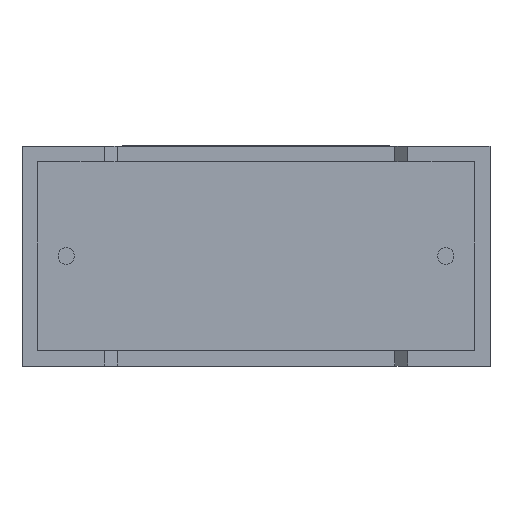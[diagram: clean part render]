
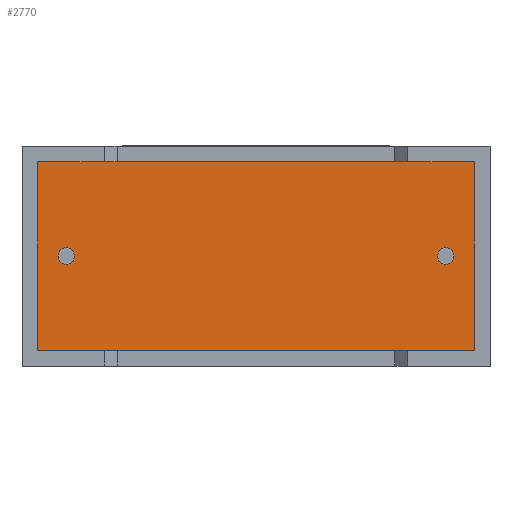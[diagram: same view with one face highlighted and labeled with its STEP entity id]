
A CAD part, front view. The second image highlights one B-rep face of the part: STEP entity #2770.
In plain terms, the highlighted planar face has unit normal (0, -1, 0).
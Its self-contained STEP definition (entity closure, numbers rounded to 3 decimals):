
#11 = LINE ( 'NONE', #2594, #327 ) ;
#14 = VERTEX_POINT ( 'NONE', #2345 ) ;
#24 = DIRECTION ( 'NONE',  ( 0., 0., -1. ) ) ;
#70 = VECTOR ( 'NONE', #182, 1000. ) ;
#182 = DIRECTION ( 'NONE',  ( 0., 0., 1. ) ) ;
#205 = DIRECTION ( 'NONE',  ( 0., -1., 0. ) ) ;
#222 = PLANE ( 'NONE',  #2036 ) ;
#268 = LINE ( 'NONE', #2804, #418 ) ;
#307 = AXIS2_PLACEMENT_3D ( 'NONE', #1548, #823, #586 ) ;
#327 = VECTOR ( 'NONE', #3052, 1000. ) ;
#363 = CARTESIAN_POINT ( 'NONE',  ( 0.617, 0.75, 0.617 ) ) ;
#371 = ORIENTED_EDGE ( 'NONE', *, *, #2954, .T. ) ;
#384 = ORIENTED_EDGE ( 'NONE', *, *, #2355, .F. ) ;
#418 = VECTOR ( 'NONE', #3047, 1000. ) ;
#531 = CARTESIAN_POINT ( 'NONE',  ( 1.75, 0.75, 4.025 ) ) ;
#542 = EDGE_CURVE ( 'NONE', #973, #671, #826, .T. ) ;
#586 = DIRECTION ( 'NONE',  ( 0., 0., -1. ) ) ;
#609 = DIRECTION ( 'NONE',  ( 0., -1., 0. ) ) ;
#671 = VERTEX_POINT ( 'NONE', #2232 ) ;
#819 = ORIENTED_EDGE ( 'NONE', *, *, #2199, .F. ) ;
#823 = DIRECTION ( 'NONE',  ( 0., -1., 0. ) ) ;
#826 = CIRCLE ( 'NONE', #1265, 0.325 ) ;
#950 = CIRCLE ( 'NONE', #1884, 0.325 ) ;
#973 = VERTEX_POINT ( 'NONE', #2871 ) ;
#981 = DIRECTION ( 'NONE',  ( 0., -1., 0. ) ) ;
#983 = ORIENTED_EDGE ( 'NONE', *, *, #1806, .T. ) ;
#987 = VERTEX_POINT ( 'NONE', #1469 ) ;
#1003 = EDGE_CURVE ( 'NONE', #1630, #2154, #1226, .T. ) ;
#1090 = EDGE_CURVE ( 'NONE', #3059, #987, #3029, .T. ) ;
#1226 = CIRCLE ( 'NONE', #307, 0.325 ) ;
#1265 = AXIS2_PLACEMENT_3D ( 'NONE', #2142, #981, #24 ) ;
#1469 = CARTESIAN_POINT ( 'NONE',  ( 0.617, 0.75, 8.083 ) ) ;
#1512 = DIRECTION ( 'NONE',  ( 0., 0., -1. ) ) ;
#1539 = DIRECTION ( 'NONE',  ( 0., 0., -1. ) ) ;
#1548 = CARTESIAN_POINT ( 'NONE',  ( 1.75, 0.75, 4.35 ) ) ;
#1596 = LINE ( 'NONE', #2589, #70 ) ;
#1630 = VERTEX_POINT ( 'NONE', #2706 ) ;
#1635 = EDGE_LOOP ( 'NONE', ( #2562, #384 ) ) ;
#1698 = AXIS2_PLACEMENT_3D ( 'NONE', #1778, #609, #1539 ) ;
#1778 = CARTESIAN_POINT ( 'NONE',  ( 16.75, 0.75, 4.35 ) ) ;
#1806 = EDGE_CURVE ( 'NONE', #14, #3059, #1596, .T. ) ;
#1855 = DIRECTION ( 'NONE',  ( 0., 0., -1. ) ) ;
#1884 = AXIS2_PLACEMENT_3D ( 'NONE', #2696, #2245, #1512 ) ;
#1885 = FACE_BOUND ( 'NONE', #1635, .T. ) ;
#1991 = CIRCLE ( 'NONE', #1698, 0.325 ) ;
#2036 = AXIS2_PLACEMENT_3D ( 'NONE', #2777, #205, #1855 ) ;
#2051 = VERTEX_POINT ( 'NONE', #363 ) ;
#2084 = FACE_OUTER_BOUND ( 'NONE', #2298, .T. ) ;
#2089 = EDGE_LOOP ( 'NONE', ( #819, #2139 ) ) ;
#2139 = ORIENTED_EDGE ( 'NONE', *, *, #542, .F. ) ;
#2142 = CARTESIAN_POINT ( 'NONE',  ( 16.75, 0.75, 4.35 ) ) ;
#2154 = VERTEX_POINT ( 'NONE', #531 ) ;
#2199 = EDGE_CURVE ( 'NONE', #671, #973, #1991, .T. ) ;
#2216 = EDGE_CURVE ( 'NONE', #2051, #14, #11, .T. ) ;
#2232 = CARTESIAN_POINT ( 'NONE',  ( 16.75, 0.75, 4.675 ) ) ;
#2245 = DIRECTION ( 'NONE',  ( 0., -1., 0. ) ) ;
#2298 = EDGE_LOOP ( 'NONE', ( #371, #2839, #983, #2789 ) ) ;
#2345 = CARTESIAN_POINT ( 'NONE',  ( 17.883, 0.75, 0.617 ) ) ;
#2355 = EDGE_CURVE ( 'NONE', #2154, #1630, #950, .T. ) ;
#2475 = CARTESIAN_POINT ( 'NONE',  ( 17.883, 0.75, 8.083 ) ) ;
#2562 = ORIENTED_EDGE ( 'NONE', *, *, #1003, .F. ) ;
#2586 = DIRECTION ( 'NONE',  ( -1., 0., 0. ) ) ;
#2589 = CARTESIAN_POINT ( 'NONE',  ( 17.883, 0.75, 0.617 ) ) ;
#2594 = CARTESIAN_POINT ( 'NONE',  ( 0.617, 0.75, 0.617 ) ) ;
#2696 = CARTESIAN_POINT ( 'NONE',  ( 1.75, 0.75, 4.35 ) ) ;
#2706 = CARTESIAN_POINT ( 'NONE',  ( 1.75, 0.75, 4.675 ) ) ;
#2730 = FACE_BOUND ( 'NONE', #2089, .T. ) ;
#2762 = VECTOR ( 'NONE', #2586, 1000. ) ;
#2770 = ADVANCED_FACE ( 'NONE', ( #2730, #2084, #1885 ), #222, .T. ) ;
#2777 = CARTESIAN_POINT ( 'NONE',  ( 0., 0.75, 0. ) ) ;
#2789 = ORIENTED_EDGE ( 'NONE', *, *, #1090, .T. ) ;
#2804 = CARTESIAN_POINT ( 'NONE',  ( 0.617, 0.75, 8.083 ) ) ;
#2839 = ORIENTED_EDGE ( 'NONE', *, *, #2216, .T. ) ;
#2871 = CARTESIAN_POINT ( 'NONE',  ( 16.75, 0.75, 4.025 ) ) ;
#2954 = EDGE_CURVE ( 'NONE', #987, #2051, #268, .T. ) ;
#3029 = LINE ( 'NONE', #3043, #2762 ) ;
#3043 = CARTESIAN_POINT ( 'NONE',  ( 17.883, 0.75, 8.083 ) ) ;
#3047 = DIRECTION ( 'NONE',  ( 0., 0., -1. ) ) ;
#3052 = DIRECTION ( 'NONE',  ( 1., 0., 0. ) ) ;
#3059 = VERTEX_POINT ( 'NONE', #2475 ) ;
